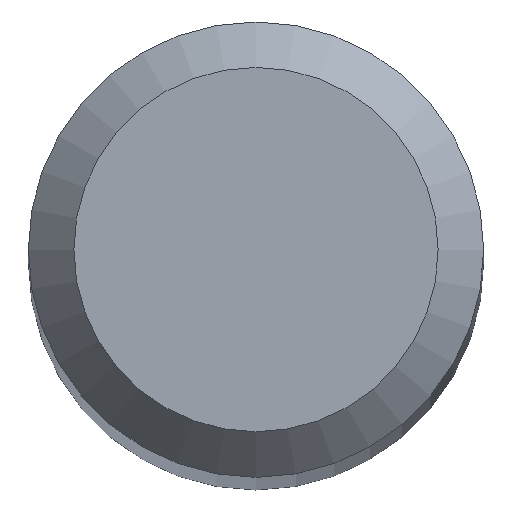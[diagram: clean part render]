
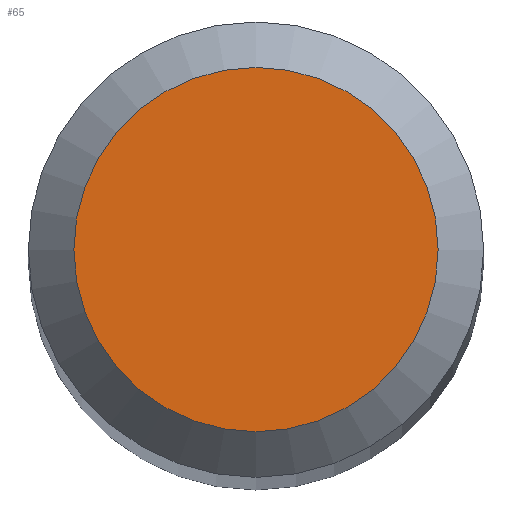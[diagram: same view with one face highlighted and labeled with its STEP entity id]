
A CAD part, top view. The second image highlights one B-rep face of the part: STEP entity #65.
In plain terms, the highlighted planar face has unit normal (0, 0, 1).
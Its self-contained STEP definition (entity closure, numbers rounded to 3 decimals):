
#7 = DIRECTION ( 'NONE',  ( 0., 0., -1. ) ) ;
#17 = FACE_OUTER_BOUND ( 'NONE', #257, .T. ) ;
#52 = DIRECTION ( 'NONE',  ( 0., 1., 0. ) ) ;
#58 = CARTESIAN_POINT ( 'NONE',  ( 0., 0., 30. ) ) ;
#65 = ADVANCED_FACE ( 'NONE', ( #17 ), #73, .F. ) ;
#73 = PLANE ( 'NONE',  #202 ) ;
#85 = DIRECTION ( 'NONE',  ( 0., 0., -1. ) ) ;
#97 = CARTESIAN_POINT ( 'NONE',  ( 0., 0.6, 30. ) ) ;
#144 = VERTEX_POINT ( 'NONE', #97 ) ;
#154 = EDGE_CURVE ( 'NONE', #144, #144, #275, .T. ) ;
#155 = AXIS2_PLACEMENT_3D ( 'NONE', #58, #85, #237 ) ;
#202 = AXIS2_PLACEMENT_3D ( 'NONE', #270, #7, #52 ) ;
#212 = ORIENTED_EDGE ( 'NONE', *, *, #154, .F. ) ;
#237 = DIRECTION ( 'NONE',  ( 0., 1., 0. ) ) ;
#257 = EDGE_LOOP ( 'NONE', ( #212 ) ) ;
#270 = CARTESIAN_POINT ( 'NONE',  ( 0., 0., 30. ) ) ;
#275 = CIRCLE ( 'NONE', #155, 0.6 ) ;
